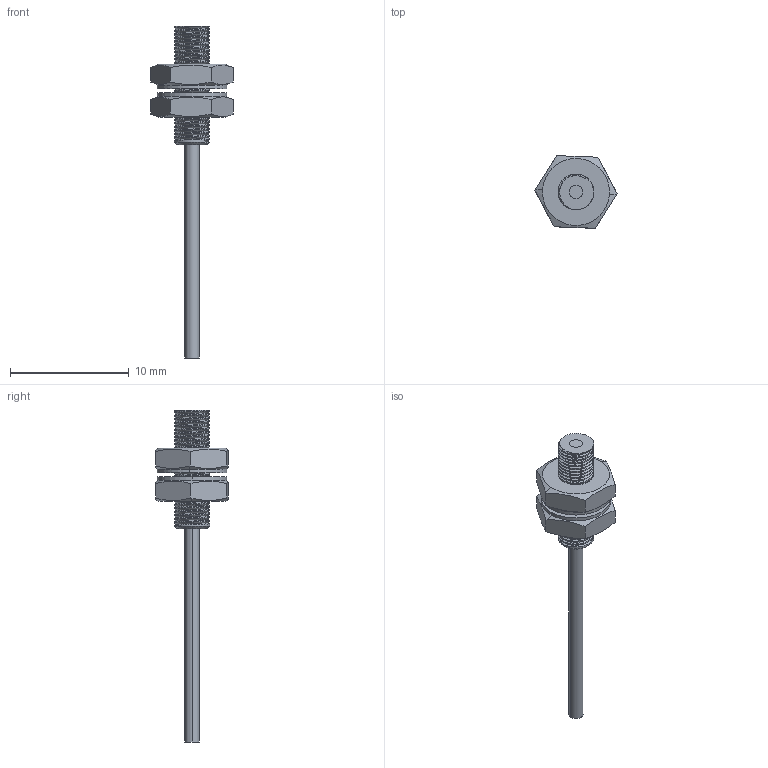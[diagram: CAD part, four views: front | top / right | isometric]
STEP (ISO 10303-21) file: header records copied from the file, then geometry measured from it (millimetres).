
FILE_DESCRIPTION (( 'STEP AP214' ), '1' );
FILE_NAME ('PD-W69Y.STEP', '2015-09-24T08:08:02', ( '' ), ( '' ), 'SwSTEP 2.0', 'SolidWorks 2013', '' );
FILE_SCHEMA (( 'AUTOMOTIVE_DESIGN' ));
Length unit declared in the file: millimetre
Products named in the file (1): PD-W69Y
Bounding box: 6.92 x 6.13 x 28 mm (x, y, z)
Volume: 178.6 mm3; surface area: 433.9 mm2
Topology: 3 solids, 3 shells, 119 faces, 320 edges, 213 vertices
Faces by surface type: cylinder 82, plane 25, cone 10, bspline 2
Entity records: 8894 total; most frequent: CARTESIAN_POINT 6099, ORIENTED_EDGE 640, DIRECTION 432, EDGE_CURVE 320, VERTEX_POINT 213, B_SPLINE_CURVE_WITH_KNOTS 168, AXIS2_PLACEMENT_3D 163, EDGE_LOOP 129
